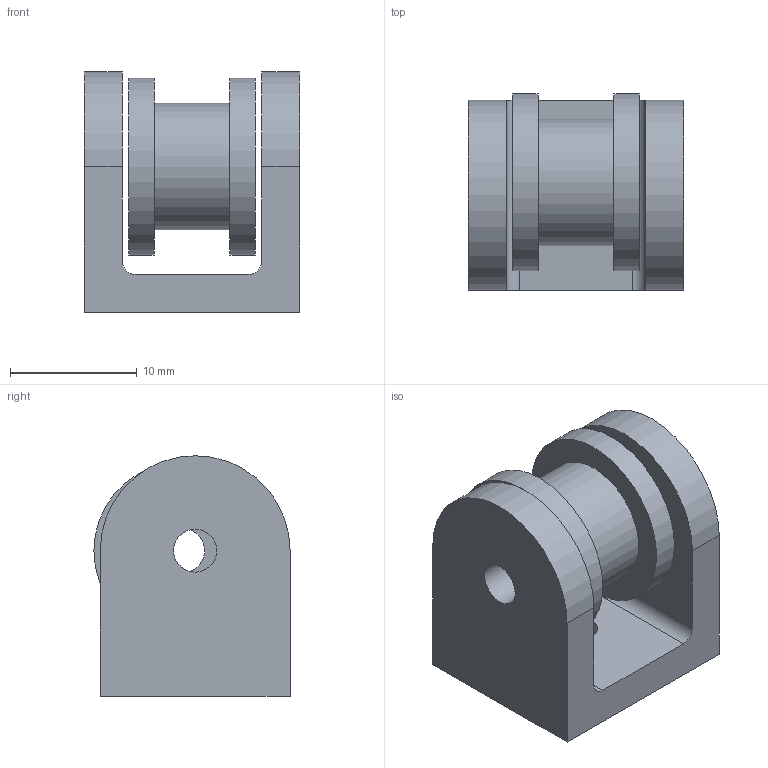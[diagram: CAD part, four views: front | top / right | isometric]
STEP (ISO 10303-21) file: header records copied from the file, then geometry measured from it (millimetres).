
FILE_DESCRIPTION(/* description */ (''),/* implementation_level */ '2;1');
FILE_NAME(/* name */ 'spool_support_v2.step',/* time_stamp */ '2023-05-19T17:33:47+02:00',/* author */ (''),/* organization */ (''),/* preprocessor_version */ 'ST-DEVELOPER v19.2',/* originating_system */ 'Autodesk Translation Framework v12.4.0.73',/* authorisation */ '');
FILE_SCHEMA (('AUTOMOTIVE_DESIGN { 1 0 10303 214 3 1 1 }'));
Length unit declared in the file: millimetre
Products named in the file (2): spool_support; small_spool v2
Assembly tree (1 placements, depth 2):
  spool_support
    small_spool v2
Bounding box: 17 x 15.5 x 19 mm (x, y, z)
Volume: 2975.6 mm3; surface area: 2662.3 mm2
Topology: 2 solids, 2 shells, 23 faces, 51 edges, 34 vertices
Faces by surface type: plane 12, cylinder 11
Full cylindrical faces by diameter (mm): 3.4 x3, 3.5 x1, 10 x1, 14 x2
Entity records: 717 total; most frequent: DIRECTION 125, CARTESIAN_POINT 111, ORIENTED_EDGE 102, EDGE_CURVE 51, AXIS2_PLACEMENT_3D 48, VERTEX_POINT 34, EDGE_LOOP 33, LINE 29
